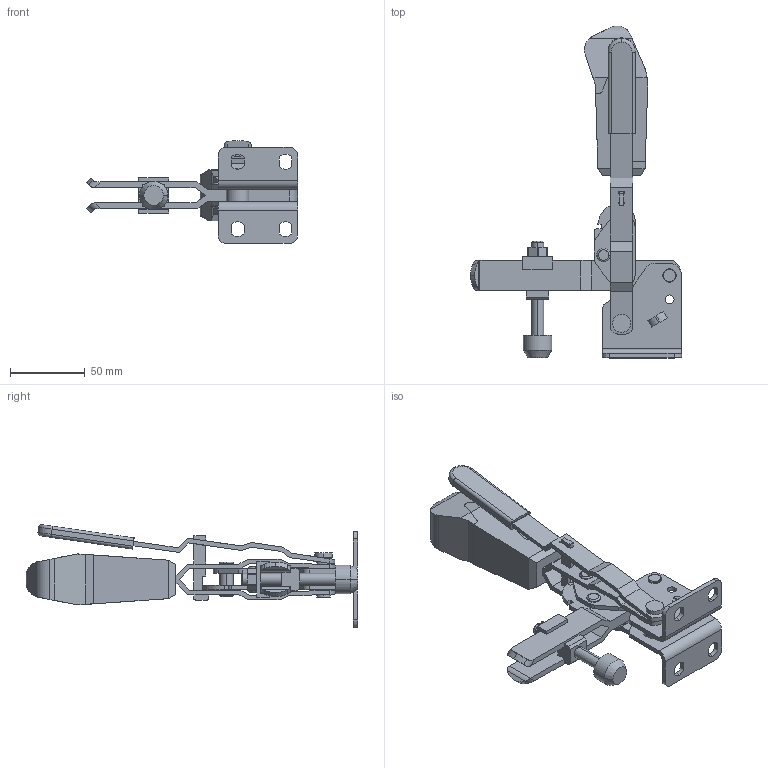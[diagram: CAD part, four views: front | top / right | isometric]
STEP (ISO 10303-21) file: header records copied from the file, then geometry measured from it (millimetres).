
FILE_DESCRIPTION(('STEP AP214'),'1');
FILE_NAME('HALDERN_EH_23330_0605.stp','2020-02-17T07:50:25',('TraceParts'),('TraceParts S.A.'),'Spatial InterOp 3D',' ',' ');
FILE_SCHEMA(('AUTOMOTIVE_DESIGN { 1 0 10303 214 1 1 1 1 }'));
Length unit declared in the file: millimetre
Products named in the file (1): HALDERN_EH_23330_0605_1
Bounding box: 140.86 x 221.5 x 68.56 mm (x, y, z)
Volume: 185479.7 mm3; surface area: 73359.9 mm2
Topology: 9 solids, 10 shells, 485 faces, 1290 edges, 842 vertices
Faces by surface type: plane 254, cylinder 191, torus 20, cone 20
Entity records: 19471 total; most frequent: CARTESIAN_POINT 3146, DIRECTION 2586, ORIENTED_EDGE 2580, EDGE_CURVE 1290, AXIS2_PLACEMENT_3D 882, VERTEX_POINT 842, LINE 822, VECTOR 822
